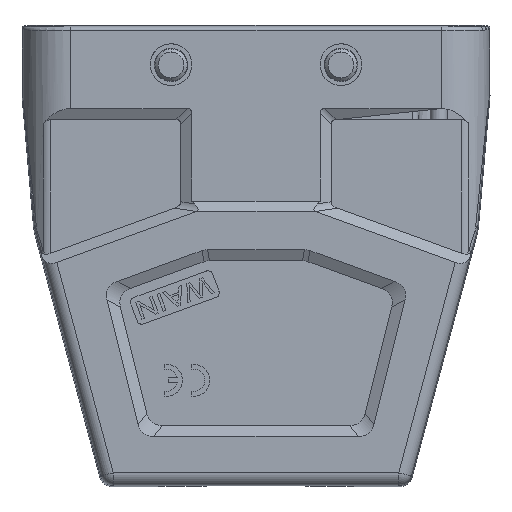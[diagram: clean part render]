
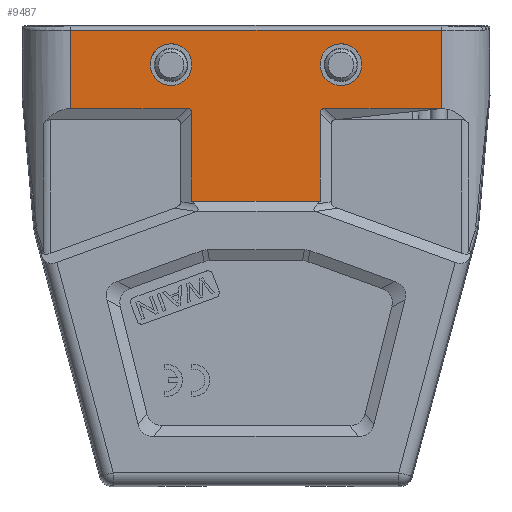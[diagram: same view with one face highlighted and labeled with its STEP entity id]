
A CAD part, front view. The second image highlights one B-rep face of the part: STEP entity #9487.
In plain terms, the highlighted planar face has unit normal (0, -1, 0).
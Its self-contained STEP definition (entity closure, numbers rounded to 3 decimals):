
#170=DIRECTION('',(0.,0.,-1.));
#171=VECTOR('',#170,12.217);
#172=CARTESIAN_POINT('',(-28.878,-21.5,
-0.783));
#173=LINE('',#172,#171);
#219=CARTESIAN_POINT('',(-28.878,-21.5,
-0.783));
#775=DIRECTION('',(0.,0.,1.));
#776=VECTOR('',#775,12.217);
#777=CARTESIAN_POINT('',(28.878,-21.5,-13.));
#778=LINE('',#777,#776);
#789=CARTESIAN_POINT('',(28.878,-21.5,
-0.783));
#804=DIRECTION('',(-1.,0.,0.));
#805=VECTOR('',#804,57.755);
#806=CARTESIAN_POINT('',(28.878,-21.5,
-0.783));
#807=LINE('',#806,#805);
#812=DIRECTION('',(-1.,0.,0.));
#813=VECTOR('',#812,18.128);
#814=CARTESIAN_POINT('',(28.878,-21.5,-13.));
#815=LINE('',#814,#813);
#816=CARTESIAN_POINT('',(10.75,-21.5,-13.));
#817=CARTESIAN_POINT('',(10.5,-21.5,-13.));
#818=CARTESIAN_POINT('',(10.138,-21.5,-13.138));
#819=CARTESIAN_POINT('',(10.,-21.5,-13.5));
#820=CARTESIAN_POINT('',(10.,-21.5,-13.75));
#822=DIRECTION('',(0.,0.,-1.));
#823=VECTOR('',#822,13.706);
#824=CARTESIAN_POINT('',(10.,-21.5,-13.75));
#825=LINE('',#824,#823);
#826=DIRECTION('',(0.,0.,1.));
#827=VECTOR('',#826,13.706);
#828=CARTESIAN_POINT('',(-10.,-21.5,-27.456));
#829=LINE('',#828,#827);
#830=CARTESIAN_POINT('',(-10.,-21.5,-13.75));
#831=CARTESIAN_POINT('',(-10.,-21.5,-13.5));
#832=CARTESIAN_POINT('',(-10.138,-21.5,-13.138));
#833=CARTESIAN_POINT('',(-10.5,-21.5,-13.));
#834=CARTESIAN_POINT('',(-10.75,-21.5,-13.));
#836=DIRECTION('',(-1.,0.,0.));
#837=VECTOR('',#836,18.128);
#838=CARTESIAN_POINT('',(-10.75,-21.5,-13.));
#839=LINE('',#838,#837);
#840=CARTESIAN_POINT('',(28.878,-21.5,-13.));
#905=DIRECTION('',(1.,0.,0.));
#906=VECTOR('',#905,20.);
#907=CARTESIAN_POINT('',(-10.,-21.5,-27.456));
#908=LINE('',#907,#906);
#1007=CARTESIAN_POINT('',(-16.5,-21.5,-6.143));
#1008=CARTESIAN_POINT('',(-16.5,-21.5,-5.877));
#1009=CARTESIAN_POINT('',(-16.437,-21.5,-5.362));
#1010=CARTESIAN_POINT('',(-16.158,-21.5,-4.62));
#1011=CARTESIAN_POINT('',(-15.707,-21.5,-3.968));
#1012=CARTESIAN_POINT('',(-15.124,-21.5,-3.45));
#1013=CARTESIAN_POINT('',(-14.426,-21.5,-3.079));
#1014=CARTESIAN_POINT('',(-13.658,-21.5,-2.887));
#1015=CARTESIAN_POINT('',(-12.867,-21.5,-2.884));
#1016=CARTESIAN_POINT('',(-12.1,-21.5,-3.069));
#1017=CARTESIAN_POINT('',(-11.397,-21.5,-3.435));
#1018=CARTESIAN_POINT('',(-10.805,-21.5,-3.954));
#1019=CARTESIAN_POINT('',(-10.346,-21.5,-4.611));
#1020=CARTESIAN_POINT('',(-10.063,-21.5,-5.36));
#1021=CARTESIAN_POINT('',(-10.,-21.5,-5.877));
#1022=CARTESIAN_POINT('',(-10.,-21.5,-6.143));
#1028=CARTESIAN_POINT('',(-10.,-21.5,-6.143));
#1029=CARTESIAN_POINT('',(-10.,-21.5,-6.409));
#1030=CARTESIAN_POINT('',(-10.063,-21.5,-6.925));
#1031=CARTESIAN_POINT('',(-10.342,-21.5,-7.666));
#1032=CARTESIAN_POINT('',(-10.793,-21.5,-8.319));
#1033=CARTESIAN_POINT('',(-11.376,-21.5,-8.837));
#1034=CARTESIAN_POINT('',(-12.074,-21.5,-9.207));
#1035=CARTESIAN_POINT('',(-12.842,-21.5,-9.4));
#1036=CARTESIAN_POINT('',(-13.633,-21.5,-9.403));
#1037=CARTESIAN_POINT('',(-14.4,-21.5,-9.217));
#1038=CARTESIAN_POINT('',(-15.103,-21.5,-8.852));
#1039=CARTESIAN_POINT('',(-15.695,-21.5,-8.333));
#1040=CARTESIAN_POINT('',(-16.154,-21.5,-7.675));
#1041=CARTESIAN_POINT('',(-16.437,-21.5,-6.926));
#1042=CARTESIAN_POINT('',(-16.5,-21.5,-6.41));
#1043=CARTESIAN_POINT('',(-16.5,-21.5,-6.143));
#1127=CARTESIAN_POINT('',(10.,-21.5,-6.143));
#1128=CARTESIAN_POINT('',(10.,-21.5,-5.877));
#1129=CARTESIAN_POINT('',(10.063,-21.5,-5.362));
#1130=CARTESIAN_POINT('',(10.342,-21.5,-4.62));
#1131=CARTESIAN_POINT('',(10.793,-21.5,-3.968));
#1132=CARTESIAN_POINT('',(11.376,-21.5,-3.45));
#1133=CARTESIAN_POINT('',(12.074,-21.5,-3.079));
#1134=CARTESIAN_POINT('',(12.842,-21.5,-2.887));
#1135=CARTESIAN_POINT('',(13.633,-21.5,-2.884));
#1136=CARTESIAN_POINT('',(14.4,-21.5,-3.069));
#1137=CARTESIAN_POINT('',(15.103,-21.5,-3.435));
#1138=CARTESIAN_POINT('',(15.695,-21.5,-3.954));
#1139=CARTESIAN_POINT('',(16.154,-21.5,-4.611));
#1140=CARTESIAN_POINT('',(16.437,-21.5,-5.36));
#1141=CARTESIAN_POINT('',(16.5,-21.5,-5.877));
#1142=CARTESIAN_POINT('',(16.5,-21.5,-6.143));
#1148=CARTESIAN_POINT('',(16.5,-21.5,-6.143));
#1149=CARTESIAN_POINT('',(16.5,-21.5,-6.409));
#1150=CARTESIAN_POINT('',(16.437,-21.5,-6.925));
#1151=CARTESIAN_POINT('',(16.158,-21.5,-7.666));
#1152=CARTESIAN_POINT('',(15.707,-21.5,-8.319));
#1153=CARTESIAN_POINT('',(15.124,-21.5,-8.837));
#1154=CARTESIAN_POINT('',(14.426,-21.5,-9.207));
#1155=CARTESIAN_POINT('',(13.658,-21.5,-9.4));
#1156=CARTESIAN_POINT('',(12.867,-21.5,-9.403));
#1157=CARTESIAN_POINT('',(12.1,-21.5,-9.217));
#1158=CARTESIAN_POINT('',(11.397,-21.5,-8.852));
#1159=CARTESIAN_POINT('',(10.805,-21.5,-8.333));
#1160=CARTESIAN_POINT('',(10.346,-21.5,-7.675));
#1161=CARTESIAN_POINT('',(10.063,-21.5,-6.926));
#1162=CARTESIAN_POINT('',(10.,-21.5,-6.41));
#1163=CARTESIAN_POINT('',(10.,-21.5,-6.143));
#7049=VERTEX_POINT('',#219);
#7051=CARTESIAN_POINT('',(-28.878,-21.5,-13.));
#7052=VERTEX_POINT('',#7051);
#7154=VERTEX_POINT('',#789);
#7158=VERTEX_POINT('',#840);
#7162=CARTESIAN_POINT('',(10.75,-21.5,-13.));
#7163=VERTEX_POINT('',#7162);
#7164=VERTEX_POINT('',#820);
#7165=CARTESIAN_POINT('',(10.,-21.5,-27.456));
#7166=VERTEX_POINT('',#7165);
#7167=CARTESIAN_POINT('',(-10.,-21.5,-27.456));
#7168=VERTEX_POINT('',#7167);
#7169=CARTESIAN_POINT('',(-10.,-21.5,-13.75));
#7170=VERTEX_POINT('',#7169);
#7171=VERTEX_POINT('',#834);
#7172=VERTEX_POINT('',#1007);
#7173=VERTEX_POINT('',#1022);
#7174=VERTEX_POINT('',#1127);
#7175=VERTEX_POINT('',#1142);
#9451=CARTESIAN_POINT('',(0.,-21.5,0.));
#9452=DIRECTION('',(0.,1.,0.));
#9453=DIRECTION('',(-1.,0.,0.));
#9454=AXIS2_PLACEMENT_3D('',#9451,#9452,#9453);
#9455=PLANE('',#9454);
#9456=ORIENTED_EDGE('',*,*,#9442,.F.);
#9457=ORIENTED_EDGE('',*,*,#9417,.F.);
#9459=ORIENTED_EDGE('',*,*,#9458,.T.);
#9461=ORIENTED_EDGE('',*,*,#9460,.T.);
#9463=ORIENTED_EDGE('',*,*,#9462,.T.);
#9465=ORIENTED_EDGE('',*,*,#9464,.F.);
#9467=ORIENTED_EDGE('',*,*,#9466,.T.);
#9469=ORIENTED_EDGE('',*,*,#9468,.T.);
#9471=ORIENTED_EDGE('',*,*,#9470,.T.);
#9472=ORIENTED_EDGE('',*,*,#8640,.F.);
#9473=EDGE_LOOP('',(#9456,#9457,#9459,#9461,#9463,#9465,#9467,#9469,#9471,
#9472));
#9474=FACE_OUTER_BOUND('',#9473,.F.);
#9476=ORIENTED_EDGE('',*,*,#9475,.F.);
#9478=ORIENTED_EDGE('',*,*,#9477,.F.);
#9479=EDGE_LOOP('',(#9476,#9478));
#9480=FACE_BOUND('',#9479,.F.);
#9482=ORIENTED_EDGE('',*,*,#9481,.F.);
#9484=ORIENTED_EDGE('',*,*,#9483,.F.);
#9485=EDGE_LOOP('',(#9482,#9484));
#9486=FACE_BOUND('',#9485,.F.);
#9487=ADVANCED_FACE('',(#9474,#9480,#9486),#9455,.F.);
#821=B_SPLINE_CURVE_WITH_KNOTS('',3,(#816,#817,#818,#819,#820),.UNSPECIFIED.,
.F.,.F.,(4,1,4),(0.,0.5,1.),.UNSPECIFIED.);
#835=B_SPLINE_CURVE_WITH_KNOTS('',3,(#830,#831,#832,#833,#834),.UNSPECIFIED.,
.F.,.F.,(4,1,4),(0.,0.5,1.),.UNSPECIFIED.);
#1023=B_SPLINE_CURVE_WITH_KNOTS('',3,(#1007,#1008,#1009,#1010,#1011,#1012,#1013,
#1014,#1015,#1016,#1017,#1018,#1019,#1020,#1021,#1022),.UNSPECIFIED.,.F.,.F.,(4,
1,1,1,1,1,1,1,1,1,1,1,1,4),(0.,0.077,0.154,
0.231,0.308,0.385,0.462,
0.538,0.615,0.692,0.769,
0.846,0.923,1.),.UNSPECIFIED.);
#1044=B_SPLINE_CURVE_WITH_KNOTS('',3,(#1028,#1029,#1030,#1031,#1032,#1033,#1034,
#1035,#1036,#1037,#1038,#1039,#1040,#1041,#1042,#1043),.UNSPECIFIED.,.F.,.F.,(4,
1,1,1,1,1,1,1,1,1,1,1,1,4),(0.,0.077,0.154,
0.231,0.308,0.385,0.462,
0.538,0.615,0.692,0.769,
0.846,0.923,1.),.UNSPECIFIED.);
#1143=B_SPLINE_CURVE_WITH_KNOTS('',3,(#1127,#1128,#1129,#1130,#1131,#1132,#1133,
#1134,#1135,#1136,#1137,#1138,#1139,#1140,#1141,#1142),.UNSPECIFIED.,.F.,.F.,(4,
1,1,1,1,1,1,1,1,1,1,1,1,4),(0.,0.077,0.154,
0.231,0.308,0.385,0.462,
0.538,0.615,0.692,0.769,
0.846,0.923,1.),.UNSPECIFIED.);
#1164=B_SPLINE_CURVE_WITH_KNOTS('',3,(#1148,#1149,#1150,#1151,#1152,#1153,#1154,
#1155,#1156,#1157,#1158,#1159,#1160,#1161,#1162,#1163),.UNSPECIFIED.,.F.,.F.,(4,
1,1,1,1,1,1,1,1,1,1,1,1,4),(0.,0.077,0.154,
0.231,0.308,0.385,0.462,
0.538,0.615,0.692,0.769,
0.846,0.923,1.),.UNSPECIFIED.);
#8640=EDGE_CURVE('',#7049,#7052,#173,.T.);
#9417=EDGE_CURVE('',#7158,#7154,#778,.T.);
#9442=EDGE_CURVE('',#7154,#7049,#807,.T.);
#9458=EDGE_CURVE('',#7158,#7163,#815,.T.);
#9460=EDGE_CURVE('',#7163,#7164,#821,.T.);
#9462=EDGE_CURVE('',#7164,#7166,#825,.T.);
#9464=EDGE_CURVE('',#7168,#7166,#908,.T.);
#9466=EDGE_CURVE('',#7168,#7170,#829,.T.);
#9468=EDGE_CURVE('',#7170,#7171,#835,.T.);
#9470=EDGE_CURVE('',#7171,#7052,#839,.T.);
#9475=EDGE_CURVE('',#7172,#7173,#1023,.T.);
#9477=EDGE_CURVE('',#7173,#7172,#1044,.T.);
#9481=EDGE_CURVE('',#7174,#7175,#1143,.T.);
#9483=EDGE_CURVE('',#7175,#7174,#1164,.T.);
